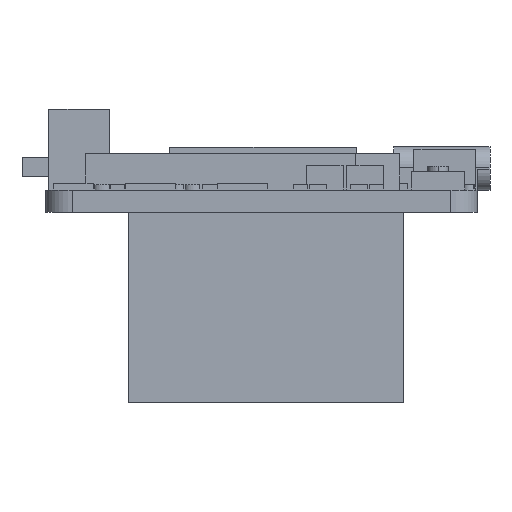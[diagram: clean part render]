
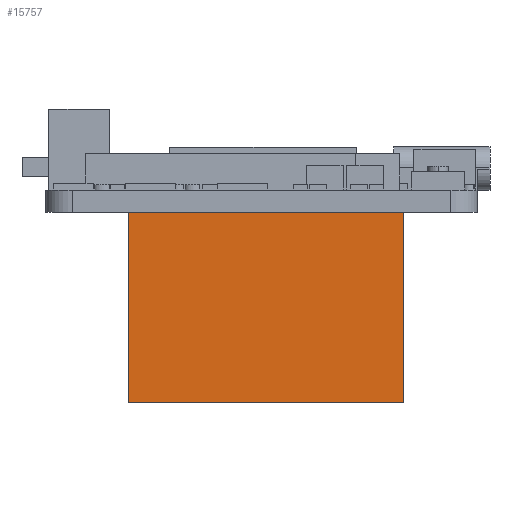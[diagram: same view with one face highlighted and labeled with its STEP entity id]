
A CAD part, front view. The second image highlights one B-rep face of the part: STEP entity #15757.
In plain terms, the highlighted planar face has unit normal (0, -1, 0).
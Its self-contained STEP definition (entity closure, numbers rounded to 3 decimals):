
#3390=DIRECTION('',(-1.,0.,0.));
#3391=VECTOR('',#3390,21.);
#3392=CARTESIAN_POINT('',(-5.613,19.253,-1.7));
#3393=LINE('',#3392,#3391);
#3942=DIRECTION('',(0.,0.,-1.));
#3943=VECTOR('',#3942,14.5);
#3944=CARTESIAN_POINT('',(-5.613,19.253,-1.7));
#3945=LINE('',#3944,#3943);
#3954=DIRECTION('',(0.,0.,-1.));
#3955=VECTOR('',#3954,14.5);
#3956=CARTESIAN_POINT('',(-26.613,19.253,-1.7));
#3957=LINE('',#3956,#3955);
#3958=DIRECTION('',(-1.,0.,0.));
#3959=VECTOR('',#3958,21.);
#3960=CARTESIAN_POINT('',(-5.613,19.253,-16.2));
#3961=LINE('',#3960,#3959);
#12229=CARTESIAN_POINT('',(-5.613,19.253,-16.2));
#12230=CARTESIAN_POINT('',(-26.613,19.253,-16.2));
#12231=VERTEX_POINT('',#12229);
#12232=VERTEX_POINT('',#12230);
#12237=CARTESIAN_POINT('',(-5.613,19.253,-1.7));
#12238=CARTESIAN_POINT('',(-26.613,19.253,-1.7));
#12239=VERTEX_POINT('',#12237);
#12240=VERTEX_POINT('',#12238);
#15743=CARTESIAN_POINT('',(-5.613,19.253,-1.7));
#15744=DIRECTION('',(0.,-1.,0.));
#15745=DIRECTION('',(-1.,0.,0.));
#15746=AXIS2_PLACEMENT_3D('',#15743,#15744,#15745);
#15747=PLANE('',#15746);
#15748=ORIENTED_EDGE('',*,*,#14338,.F.);
#15750=ORIENTED_EDGE('',*,*,#15749,.T.);
#15752=ORIENTED_EDGE('',*,*,#15751,.T.);
#15754=ORIENTED_EDGE('',*,*,#15753,.F.);
#15755=EDGE_LOOP('',(#15748,#15750,#15752,#15754));
#15756=FACE_OUTER_BOUND('',#15755,.F.);
#14338=EDGE_CURVE('',#12239,#12240,#3393,.T.);
#15749=EDGE_CURVE('',#12239,#12231,#3945,.T.);
#15751=EDGE_CURVE('',#12231,#12232,#3961,.T.);
#15753=EDGE_CURVE('',#12240,#12232,#3957,.T.);
#15757=ADVANCED_FACE('',(#15756),#15747,.T.);
